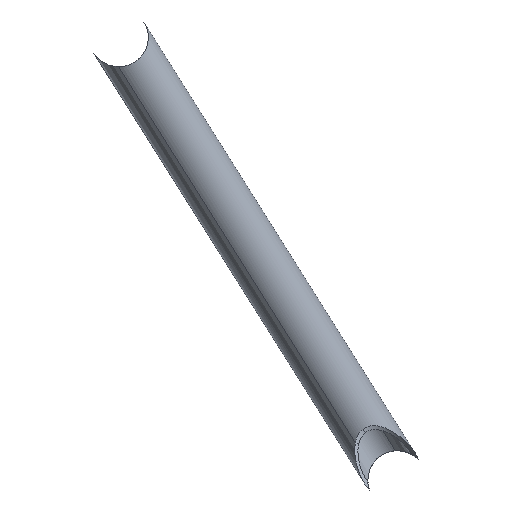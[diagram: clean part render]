
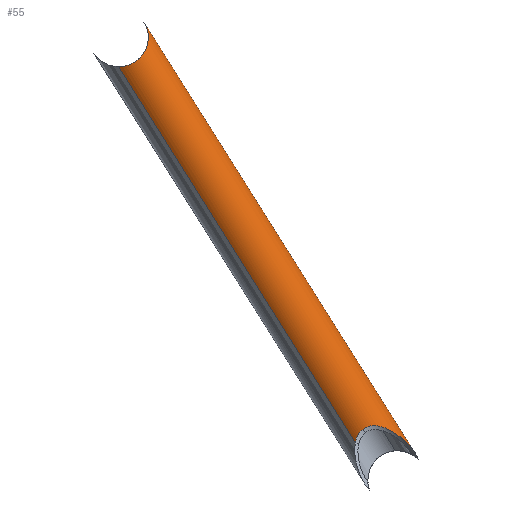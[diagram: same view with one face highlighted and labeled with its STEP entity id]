
A CAD part, left-side view. The second image highlights one B-rep face of the part: STEP entity #55.
In plain terms, the highlighted cylindrical face has radius 12.5 mm (diameter 25 mm), a partial arc.
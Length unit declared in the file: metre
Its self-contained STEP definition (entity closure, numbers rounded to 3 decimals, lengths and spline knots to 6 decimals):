
#55=ADVANCED_FACE('0:64',(#106),#107,.T.);
#106=FACE_OUTER_BOUND('',#150,.T.);
#107=CYLINDRICAL_SURFACE('',#151,0.0125);
#150=EDGE_LOOP('',(#260,#261,#262,#263,#264,#265,#266,#267,#268));
#151=AXIS2_PLACEMENT_3D('',#269,#270,#271);
#260=ORIENTED_EDGE('',*,*,#309,.T.);
#261=ORIENTED_EDGE('',*,*,#338,.F.);
#262=ORIENTED_EDGE('',*,*,#330,.F.);
#263=ORIENTED_EDGE('',*,*,#335,.T.);
#264=ORIENTED_EDGE('',*,*,#334,.F.);
#265=ORIENTED_EDGE('',*,*,#312,.T.);
#266=ORIENTED_EDGE('',*,*,#340,.F.);
#267=ORIENTED_EDGE('',*,*,#323,.F.);
#268=ORIENTED_EDGE('',*,*,#296,.T.);
#269=CARTESIAN_POINT('',(-0.401371,0.247388,0.146852));
#270=DIRECTION('',(-0.813,-0.31,-0.492));
#271=DIRECTION('',(0.492,-0.817,-0.299));
#296=EDGE_CURVE('0:124',#354,#352,#355,.T.);
#309=EDGE_CURVE('',#352,#376,#377,.T.);
#312=EDGE_CURVE('',#382,#380,#383,.T.);
#323=EDGE_CURVE('0:115',#354,#400,#402,.T.);
#330=EDGE_CURVE('0:82',#410,#412,#413,.T.);
#334=EDGE_CURVE('',#382,#417,#418,.T.);
#335=EDGE_CURVE('0:79',#410,#417,#419,.T.);
#338=EDGE_CURVE('0:106',#412,#376,#422,.T.);
#340=EDGE_CURVE('',#400,#380,#424,.T.);
#352=VERTEX_POINT('',#438);
#354=VERTEX_POINT('',#440);
#355=ELLIPSE('',#441,0.040932,0.0125);
#376=VERTEX_POINT('',#684);
#377=LINE('',#685,#686);
#380=VERTEX_POINT('',#689);
#382=VERTEX_POINT('',#723);
#383=LINE('',#724,#725);
#400=VERTEX_POINT('',#748);
#402=B_SPLINE_CURVE_WITH_KNOTS('',3,(#751,#752,#753,#754,#755,#756,#757,#758,#759,#760,#761,#762,#763,#764,#765,#766,#767,#768,#769,#770,#771,#772,#773,#774,#775,#776,#777,#778,#779,#780,#781,#782,#783),.UNSPECIFIED.,.F.,.F.,(4,2,2,1,2,2,2,2,2,2,2,2,2,2,2,2,4),(0.0,3.561093,9.496249,14.244373,18.992497,25.160271,32.869987,37.495817,42.121647,46.223371,48.783152,53.902714,59.022276,66.701618,74.380961,79.500523,84.620084),.UNSPECIFIED.);
#410=VERTEX_POINT('',#818);
#412=VERTEX_POINT('',#821);
#413=ELLIPSE('',#822,0.040585,0.0125);
#417=VERTEX_POINT('',#861);
#418=ELLIPSE('',#862,0.040585,0.0125);
#419=B_SPLINE_CURVE_WITH_KNOTS('',3,(#863,#864,#865,#866),.UNSPECIFIED.,.F.,.F.,(4,4),(0.0,0.531058),.UNSPECIFIED.);
#422=ELLIPSE('',#895,0.027329,0.0125);
#424=B_SPLINE_CURVE_WITH_KNOTS('',3,(#897,#898,#899,#900,#901,#902,#903,#904,#905,#906,#907,#908,#909,#910,#911,#912,#913,#914,#915,#916,#917,#918,#919,#920,#921,#922,#923,#924,#925,#926,#927,#928,#929),.UNSPECIFIED.,.F.,.F.,(4,2,2,1,2,2,2,2,2,2,2,2,2,2,2,2,4),(0.0,3.561093,9.496249,14.244373,18.992497,25.160271,32.869987,37.495817,42.121647,46.223371,48.783152,53.902714,59.022276,66.701618,74.380961,79.500523,84.620084),.UNSPECIFIED.);
#438=CARTESIAN_POINT('',(-0.617011,0.152716,0.008903));
#440=CARTESIAN_POINT('',(-0.641364,0.143875,0.005239));
#441=AXIS2_PLACEMENT_3D('',#1007,#1008,#1009);
#684=CARTESIAN_POINT('',(-0.35158,0.253786,0.16952));
#685=CARTESIAN_POINT('',(-0.395218,0.237169,0.143114));
#686=VECTOR('',#1012,1.0);
#689=CARTESIAN_POINT('',(-0.636247,0.170514,0.012187));
#723=CARTESIAN_POINT('',(-0.373639,0.270509,0.171096));
#724=CARTESIAN_POINT('',(-0.407524,0.257606,0.150591));
#725=VECTOR('',#1016,1.0);
#748=CARTESIAN_POINT('',(-0.635,0.16724,0.018056));
#751=CARTESIAN_POINT('',(-0.641364,0.143875,0.005239));
#752=CARTESIAN_POINT('',(-0.641653,0.144133,0.005989));
#753=CARTESIAN_POINT('',(-0.641839,0.144493,0.006737));
#754=CARTESIAN_POINT('',(-0.642054,0.145615,0.008656));
#755=CARTESIAN_POINT('',(-0.641911,0.146468,0.009771));
#756=CARTESIAN_POINT('',(-0.641448,0.148078,0.011615));
#757=CARTESIAN_POINT('',(-0.640888,0.149576,0.013147));
#758=CARTESIAN_POINT('',(-0.640192,0.151171,0.014492));
#759=CARTESIAN_POINT('',(-0.639359,0.153061,0.015931));
#760=CARTESIAN_POINT('',(-0.638859,0.15418,0.016672));
#761=CARTESIAN_POINT('',(-0.63773,0.156828,0.018125));
#762=CARTESIAN_POINT('',(-0.637094,0.158394,0.01879));
#763=CARTESIAN_POINT('',(-0.636174,0.16107,0.019395));
#764=CARTESIAN_POINT('',(-0.635851,0.162114,0.019516));
#765=CARTESIAN_POINT('',(-0.635323,0.164238,0.019396));
#766=CARTESIAN_POINT('',(-0.635122,0.165319,0.019145));
#767=CARTESIAN_POINT('',(-0.634969,0.16717,0.018192));
#768=CARTESIAN_POINT('',(-0.634996,0.167948,0.017545));
#769=CARTESIAN_POINT('',(-0.63518,0.168945,0.016304));
#770=CARTESIAN_POINT('',(-0.635283,0.169268,0.015785));
#771=CARTESIAN_POINT('',(-0.635656,0.170071,0.014165));
#772=CARTESIAN_POINT('',(-0.635989,0.170389,0.01301));
#773=CARTESIAN_POINT('',(-0.636713,0.170751,0.010696));
#774=CARTESIAN_POINT('',(-0.637107,0.170795,0.009534));
#775=CARTESIAN_POINT('',(-0.638108,0.17068,0.006657));
#776=CARTESIAN_POINT('',(-0.638727,0.170409,0.004953));
#777=CARTESIAN_POINT('',(-0.639892,0.169585,0.001599));
#778=CARTESIAN_POINT('',(-0.640445,0.169031,-0.000053));
#779=CARTESIAN_POINT('',(-0.641137,0.167858,-0.002756));
#780=CARTESIAN_POINT('',(-0.641352,0.167321,-0.003826));
#781=CARTESIAN_POINT('',(-0.641497,0.166067,-0.005877));
#782=CARTESIAN_POINT('',(-0.641411,0.165344,-0.006857));
#783=CARTESIAN_POINT('',(-0.641111,0.164536,-0.007666));
#818=CARTESIAN_POINT('',(-0.361407,0.257875,0.183516));
#821=CARTESIAN_POINT('',(-0.341045,0.259749,0.189967));
#822=AXIS2_PLACEMENT_3D('',#1038,#1039,#1040);
#861=CARTESIAN_POINT('',(-0.361756,0.257876,0.183385));
#862=AXIS2_PLACEMENT_3D('',#1044,#1045,#1046);
#863=CARTESIAN_POINT('',(-0.361407,0.257875,0.183516));
#864=CARTESIAN_POINT('',(-0.361524,0.257875,0.183473));
#865=CARTESIAN_POINT('',(-0.36164,0.257876,0.183429));
#866=CARTESIAN_POINT('',(-0.361756,0.257876,0.183385));
#895=AXIS2_PLACEMENT_3D('',#1047,#1048,#1049);
#897=CARTESIAN_POINT('',(-0.641364,0.143875,0.005239));
#898=CARTESIAN_POINT('',(-0.641653,0.144133,0.005989));
#899=CARTESIAN_POINT('',(-0.641839,0.144493,0.006737));
#900=CARTESIAN_POINT('',(-0.642054,0.145615,0.008656));
#901=CARTESIAN_POINT('',(-0.641911,0.146468,0.009771));
#902=CARTESIAN_POINT('',(-0.641448,0.148078,0.011615));
#903=CARTESIAN_POINT('',(-0.640888,0.149576,0.013147));
#904=CARTESIAN_POINT('',(-0.640192,0.151171,0.014492));
#905=CARTESIAN_POINT('',(-0.639359,0.153061,0.015931));
#906=CARTESIAN_POINT('',(-0.638859,0.15418,0.016672));
#907=CARTESIAN_POINT('',(-0.63773,0.156828,0.018125));
#908=CARTESIAN_POINT('',(-0.637094,0.158394,0.01879));
#909=CARTESIAN_POINT('',(-0.636174,0.16107,0.019395));
#910=CARTESIAN_POINT('',(-0.635851,0.162114,0.019516));
#911=CARTESIAN_POINT('',(-0.635323,0.164238,0.019396));
#912=CARTESIAN_POINT('',(-0.635122,0.165319,0.019145));
#913=CARTESIAN_POINT('',(-0.634969,0.16717,0.018192));
#914=CARTESIAN_POINT('',(-0.634996,0.167948,0.017545));
#915=CARTESIAN_POINT('',(-0.63518,0.168945,0.016304));
#916=CARTESIAN_POINT('',(-0.635283,0.169268,0.015785));
#917=CARTESIAN_POINT('',(-0.635656,0.170071,0.014165));
#918=CARTESIAN_POINT('',(-0.635989,0.170389,0.01301));
#919=CARTESIAN_POINT('',(-0.636713,0.170751,0.010696));
#920=CARTESIAN_POINT('',(-0.637107,0.170795,0.009534));
#921=CARTESIAN_POINT('',(-0.638108,0.17068,0.006657));
#922=CARTESIAN_POINT('',(-0.638727,0.170409,0.004953));
#923=CARTESIAN_POINT('',(-0.639892,0.169585,0.001599));
#924=CARTESIAN_POINT('',(-0.640445,0.169031,-0.000053));
#925=CARTESIAN_POINT('',(-0.641137,0.167858,-0.002756));
#926=CARTESIAN_POINT('',(-0.641352,0.167321,-0.003826));
#927=CARTESIAN_POINT('',(-0.641497,0.166067,-0.005877));
#928=CARTESIAN_POINT('',(-0.641411,0.165344,-0.006857));
#929=CARTESIAN_POINT('',(-0.641111,0.164536,-0.007666));
#1007=CARTESIAN_POINT('',(-0.65,0.152716,-0.003597));
#1008=DIRECTION('',(-0.305,0.507,0.806));
#1009=DIRECTION('',(0.952,0.163,0.258));
#1012=DIRECTION('',(0.813,0.31,0.492));
#1016=DIRECTION('',(-0.813,-0.31,-0.492));
#1038=CARTESIAN_POINT('',(-0.341,0.270375,0.183384));
#1039=DIRECTION('',(-0.303,0.503,0.81));
#1040=DIRECTION('',(0.953,0.163,0.255));
#1044=CARTESIAN_POINT('',(-0.341,0.270375,0.183384));
#1045=DIRECTION('',(-0.303,0.503,0.81));
#1046=DIRECTION('',(0.953,0.163,0.255));
#1047=CARTESIAN_POINT('',(-0.341,0.270375,0.183384));
#1048=DIRECTION('',(0.889,-0.244,-0.387));
#1049=DIRECTION('',(0.457,0.474,0.753));
